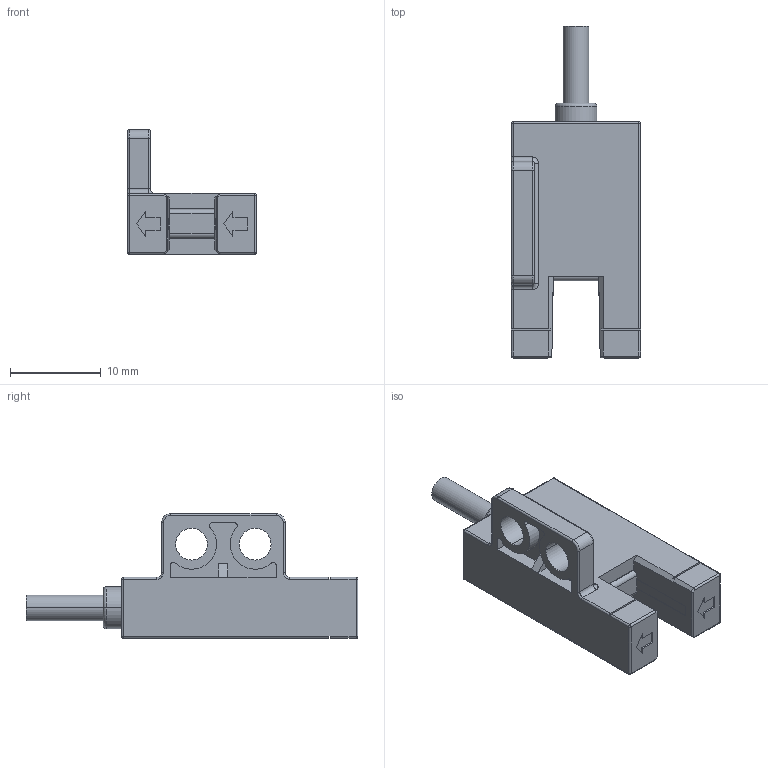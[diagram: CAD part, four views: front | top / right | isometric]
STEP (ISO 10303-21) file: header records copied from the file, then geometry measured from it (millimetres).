
FILE_DESCRIPTION((''),'2;1');
FILE_NAME('303','2022-02-18T',('EDZ'),(''),'PRO/ENGINEER BY PARAMETRIC TECHNOLOGY CORPORATION, 2014000','PRO/ENGINEER BY PARAMETRIC TECHNOLOGY CORPORATION, 2014000','');
FILE_SCHEMA(('CONFIG_CONTROL_DESIGN'));
Length unit declared in the file: millimetre
Products named in the file (1): 303
Bounding box: 14.2 x 36.5 x 13.7 mm (x, y, z)
Volume: 2385.2 mm3; surface area: 2188 mm2
Topology: 1 solids, 3 shells, 218 faces, 550 edges, 348 vertices
Faces by surface type: plane 146, cylinder 54, torus 10, sphere 8
Entity records: 6521 total; most frequent: CARTESIAN_POINT 1181, ORIENTED_EDGE 1100, DIRECTION 1078, EDGE_CURVE 550, VECTOR 434, LINE 434, VERTEX_POINT 348, AXIS2_PLACEMENT_3D 322
